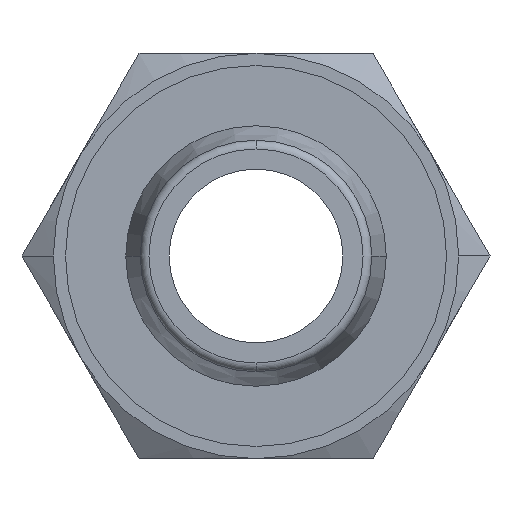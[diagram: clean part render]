
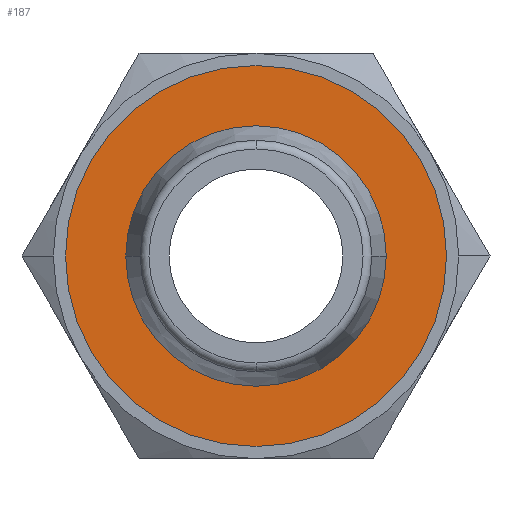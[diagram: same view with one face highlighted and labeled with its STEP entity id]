
A CAD part, front view. The second image highlights one B-rep face of the part: STEP entity #187.
In plain terms, the highlighted planar face has unit normal (0, -1, 0).
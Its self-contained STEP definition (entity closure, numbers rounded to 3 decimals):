
#187=ADVANCED_FACE('',(#423,#424),#425,.T.);
#423=FACE_OUTER_BOUND('',#708,.T.);
#424=FACE_BOUND('',#709,.T.);
#425=PLANE('',#710);
#708=EDGE_LOOP('',(#1171,#1172));
#709=EDGE_LOOP('',(#1173,#1174));
#710=AXIS2_PLACEMENT_3D('',#1175,#1176,#1177);
#1171=ORIENTED_EDGE('',*,*,#1770,.T.);
#1172=ORIENTED_EDGE('',*,*,#1764,.T.);
#1173=ORIENTED_EDGE('',*,*,#1771,.F.);
#1174=ORIENTED_EDGE('',*,*,#1645,.F.);
#1175=CARTESIAN_POINT('',(0.0,14.0,0.0));
#1176=DIRECTION('',(0.0,-1.0,0.0));
#1177=DIRECTION('',(-1.0,0.0,0.0));
#1645=EDGE_CURVE('',#1944,#1946,#1947,.T.);
#1764=EDGE_CURVE('',#2124,#2122,#2125,.T.);
#1770=EDGE_CURVE('',#2122,#2124,#2132,.T.);
#1771=EDGE_CURVE('',#1946,#1944,#2133,.T.);
#1944=VERTEX_POINT('',#2347);
#1946=VERTEX_POINT('',#2350);
#1947=CIRCLE('',#2351,4.5);
#2122=VERTEX_POINT('',#2774);
#2124=VERTEX_POINT('',#2777);
#2125=CIRCLE('',#2778,6.582);
#2132=CIRCLE('',#2798,6.582);
#2133=CIRCLE('',#2799,4.5);
#2347=CARTESIAN_POINT('',(4.5,14.0,0.));
#2350=CARTESIAN_POINT('',(-4.5,14.0,0.));
#2351=AXIS2_PLACEMENT_3D('',#3038,#3039,#3040);
#2774=CARTESIAN_POINT('',(6.582,14.0,0.0));
#2777=CARTESIAN_POINT('',(-6.582,14.0,0.));
#2778=AXIS2_PLACEMENT_3D('',#3190,#3191,#3192);
#2798=AXIS2_PLACEMENT_3D('',#3195,#3196,#3197);
#2799=AXIS2_PLACEMENT_3D('',#3198,#3199,#3200);
#3038=CARTESIAN_POINT('',(0.0,14.0,0.0));
#3039=DIRECTION('',(0.0,-1.0,0.0));
#3040=DIRECTION('',(1.0,0.0,0.0));
#3190=CARTESIAN_POINT('',(0.0,14.0,0.0));
#3191=DIRECTION('',(0.0,-1.0,0.0));
#3192=DIRECTION('',(1.0,0.0,0.0));
#3195=CARTESIAN_POINT('',(0.0,14.0,0.0));
#3196=DIRECTION('',(0.0,-1.0,0.0));
#3197=DIRECTION('',(1.0,0.0,0.0));
#3198=CARTESIAN_POINT('',(0.0,14.0,0.0));
#3199=DIRECTION('',(0.0,-1.0,0.0));
#3200=DIRECTION('',(1.0,0.0,0.0));
